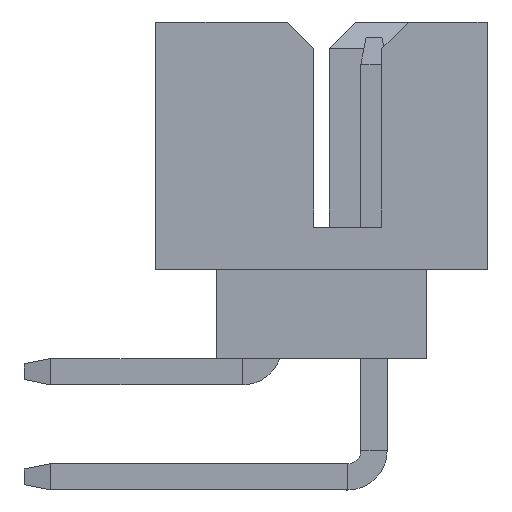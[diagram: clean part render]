
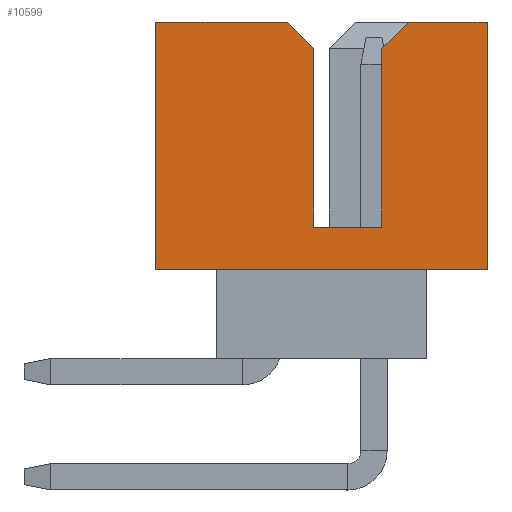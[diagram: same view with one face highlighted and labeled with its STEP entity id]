
A CAD part, left-side view. The second image highlights one B-rep face of the part: STEP entity #10599.
In plain terms, the highlighted planar face has unit normal (-1, 0, 0).
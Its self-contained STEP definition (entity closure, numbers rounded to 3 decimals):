
#8335=CARTESIAN_POINT('',(-11.325,3.15,3.9));
#8336=VERTEX_POINT('',#8335);
#8344=CARTESIAN_POINT('',(-11.325,3.15,-0.8));
#8345=VERTEX_POINT('',#8344);
#8352=CARTESIAN_POINT('',(-11.325,3.15,-0.8));
#8353=DIRECTION('',(0.,0.,1.));
#8354=VECTOR('',#8353,4.7);
#8355=LINE('',#8352,#8354);
#8356=EDGE_CURVE('',#8345,#8336,#8355,.T.);
#8370=CARTESIAN_POINT('',(-11.325,0.65,3.9));
#8371=VERTEX_POINT('',#8370);
#8372=CARTESIAN_POINT('',(-11.325,3.15,3.9));
#8373=DIRECTION('',(0.,-1.,0.));
#8374=VECTOR('',#8373,2.5);
#8375=LINE('',#8372,#8374);
#8376=EDGE_CURVE('',#8336,#8371,#8375,.T.);
#8410=CARTESIAN_POINT('',(-11.325,-3.15,-0.8));
#8411=VERTEX_POINT('',#8410);
#8418=CARTESIAN_POINT('',(-11.325,-3.15,-0.8));
#8419=DIRECTION('',(0.,1.,0.));
#8420=VECTOR('',#8419,6.3);
#8421=LINE('',#8418,#8420);
#8422=EDGE_CURVE('',#8411,#8345,#8421,.T.);
#8872=CARTESIAN_POINT('',(-11.325,0.15,0.));
#8873=VERTEX_POINT('',#8872);
#8880=CARTESIAN_POINT('',(-11.325,-1.15,0.));
#8881=VERTEX_POINT('',#8880);
#8882=CARTESIAN_POINT('',(-11.325,0.15,0.));
#8883=DIRECTION('',(0.,-1.,0.));
#8884=VECTOR('',#8883,1.3);
#8885=LINE('',#8882,#8884);
#8886=EDGE_CURVE('',#8873,#8881,#8885,.T.);
#9745=CARTESIAN_POINT('',(-11.325,-3.15,3.9));
#9746=VERTEX_POINT('',#9745);
#9753=CARTESIAN_POINT('',(-11.325,-3.15,3.9));
#9754=DIRECTION('',(0.,0.,-1.));
#9755=VECTOR('',#9754,4.7);
#9756=LINE('',#9753,#9755);
#9757=EDGE_CURVE('',#9746,#8411,#9756,.T.);
#10541=CARTESIAN_POINT('',(-11.325,0.15,3.4));
#10542=VERTEX_POINT('',#10541);
#10549=CARTESIAN_POINT('',(-11.325,0.15,3.4));
#10550=DIRECTION('',(0.,0.,-1.));
#10551=VECTOR('',#10550,3.4);
#10552=LINE('',#10549,#10551);
#10553=EDGE_CURVE('',#10542,#8873,#10552,.T.);
#10558=CARTESIAN_POINT('',(-11.325,0.,0.7));
#10559=DIRECTION('',(0.,-1.,0.));
#10560=DIRECTION('',(-1.,0.,0.));
#10561=AXIS2_PLACEMENT_3D('',#10558,#10560,#10559);
#10562=PLANE('',#10561);
#10563=ORIENTED_EDGE('',*,*,#8886,.F.);
#10564=ORIENTED_EDGE('',*,*,#10553,.F.);
#10565=CARTESIAN_POINT('',(-11.325,0.15,3.4));
#10566=DIRECTION('',(0.,0.707,0.707));
#10567=VECTOR('',#10566,0.707);
#10568=LINE('',#10565,#10567);
#10569=EDGE_CURVE('',#10542,#8371,#10568,.T.);
#10570=ORIENTED_EDGE('',*,*,#10569,.T.);
#10571=ORIENTED_EDGE('',*,*,#8376,.F.);
#10572=ORIENTED_EDGE('',*,*,#8356,.F.);
#10573=ORIENTED_EDGE('',*,*,#8422,.F.);
#10574=ORIENTED_EDGE('',*,*,#9757,.F.);
#10575=CARTESIAN_POINT('',(-11.325,-1.65,3.9));
#10576=VERTEX_POINT('',#10575);
#10577=CARTESIAN_POINT('',(-11.325,-3.15,3.9));
#10578=DIRECTION('',(0.,1.,0.));
#10579=VECTOR('',#10578,1.5);
#10580=LINE('',#10577,#10579);
#10581=EDGE_CURVE('',#9746,#10576,#10580,.T.);
#10582=ORIENTED_EDGE('',*,*,#10581,.T.);
#10583=CARTESIAN_POINT('',(-11.325,-1.15,3.4));
#10584=VERTEX_POINT('',#10583);
#10585=CARTESIAN_POINT('',(-11.325,-1.65,3.9));
#10586=DIRECTION('',(0.,0.707,-0.707));
#10587=VECTOR('',#10586,0.707);
#10588=LINE('',#10585,#10587);
#10589=EDGE_CURVE('',#10576,#10584,#10588,.T.);
#10590=ORIENTED_EDGE('',*,*,#10589,.T.);
#10591=CARTESIAN_POINT('',(-11.325,-1.15,3.4));
#10592=DIRECTION('',(0.,0.,-1.));
#10593=VECTOR('',#10592,3.4);
#10594=LINE('',#10591,#10593);
#10595=EDGE_CURVE('',#10584,#8881,#10594,.T.);
#10596=ORIENTED_EDGE('',*,*,#10595,.T.);
#10597=EDGE_LOOP('',(#10563,#10564,#10570,#10571,#10572,#10573,#10574,#10582,#10590,#10596));
#10598=FACE_OUTER_BOUND('',#10597,.T.);
#10599=ADVANCED_FACE('',(#10598),#10562,.T.);
